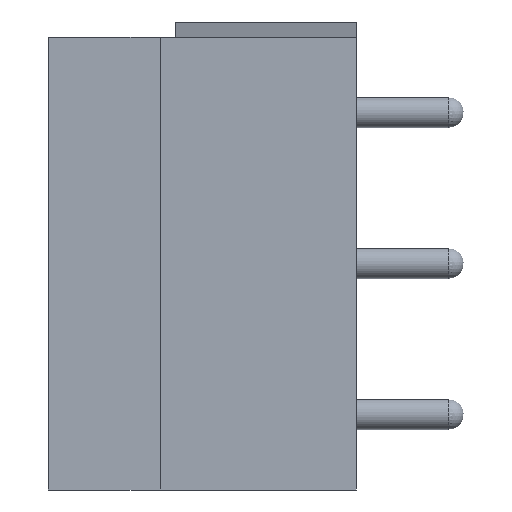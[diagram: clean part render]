
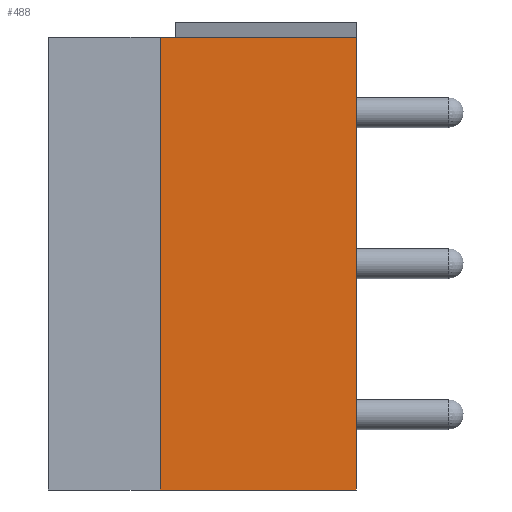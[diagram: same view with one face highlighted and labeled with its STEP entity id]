
A CAD part, left-side view. The second image highlights one B-rep face of the part: STEP entity #488.
In plain terms, the highlighted planar face has unit normal (-1, 0, 0).
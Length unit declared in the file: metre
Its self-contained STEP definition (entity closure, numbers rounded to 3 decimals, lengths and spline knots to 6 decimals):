
#488 = ADVANCED_FACE( '', ( #998 ), #999, .T. );
#998 = FACE_OUTER_BOUND( '', #2306, .T. );
#999 = PLANE( '', #2307 );
#2306 = EDGE_LOOP( '', ( #3825, #3826, #3827, #3828 ) );
#2307 = AXIS2_PLACEMENT_3D( '', #3829, #3830, #3831 );
#3825 = ORIENTED_EDGE( '', *, *, #4913, .F. );
#3826 = ORIENTED_EDGE( '', *, *, #4914, .F. );
#3827 = ORIENTED_EDGE( '', *, *, #4915, .T. );
#3828 = ORIENTED_EDGE( '', *, *, #4916, .T. );
#3829 = CARTESIAN_POINT( '', ( -0.0039, 0., -0.015 ) );
#3830 = DIRECTION( '', ( -1., 0., 0. ) );
#3831 = DIRECTION( '', ( 0., -1., 0. ) );
#4913 = EDGE_CURVE( '', #5741, #5742, #5743, .T. );
#4914 = EDGE_CURVE( '', #5744, #5741, #5745, .T. );
#4915 = EDGE_CURVE( '', #5744, #5746, #5747, .T. );
#4916 = EDGE_CURVE( '', #5746, #5742, #5748, .T. );
#5741 = VERTEX_POINT( '', #7384 );
#5742 = VERTEX_POINT( '', #7385 );
#5743 = LINE( '', #7386, #7387 );
#5744 = VERTEX_POINT( '', #7388 );
#5745 = LINE( '', #7389, #7390 );
#5746 = VERTEX_POINT( '', #7391 );
#5747 = LINE( '', #7392, #7393 );
#5748 = LINE( '', #7394, #7395 );
#7384 = CARTESIAN_POINT( '', ( -0.0039, 0.0014, 0. ) );
#7385 = CARTESIAN_POINT( '', ( -0.0039, -0.0051, 0. ) );
#7386 = CARTESIAN_POINT( '', ( -0.0039, 0., 0. ) );
#7387 = VECTOR( '', #8239, 1. );
#7388 = CARTESIAN_POINT( '', ( -0.0039, 0.0014, -0.015 ) );
#7389 = CARTESIAN_POINT( '', ( -0.0039, 0.0014, -0.015 ) );
#7390 = VECTOR( '', #8240, 1. );
#7391 = CARTESIAN_POINT( '', ( -0.0039, -0.0051, -0.015 ) );
#7392 = CARTESIAN_POINT( '', ( -0.0039, 0., -0.015 ) );
#7393 = VECTOR( '', #8241, 1. );
#7394 = CARTESIAN_POINT( '', ( -0.0039, -0.0051, -0.015 ) );
#7395 = VECTOR( '', #8242, 1. );
#8239 = DIRECTION( '', ( 0., -1., 0. ) );
#8240 = DIRECTION( '', ( 0., 0., 1. ) );
#8241 = DIRECTION( '', ( 0., -1., 0. ) );
#8242 = DIRECTION( '', ( 0., 0., 1. ) );
